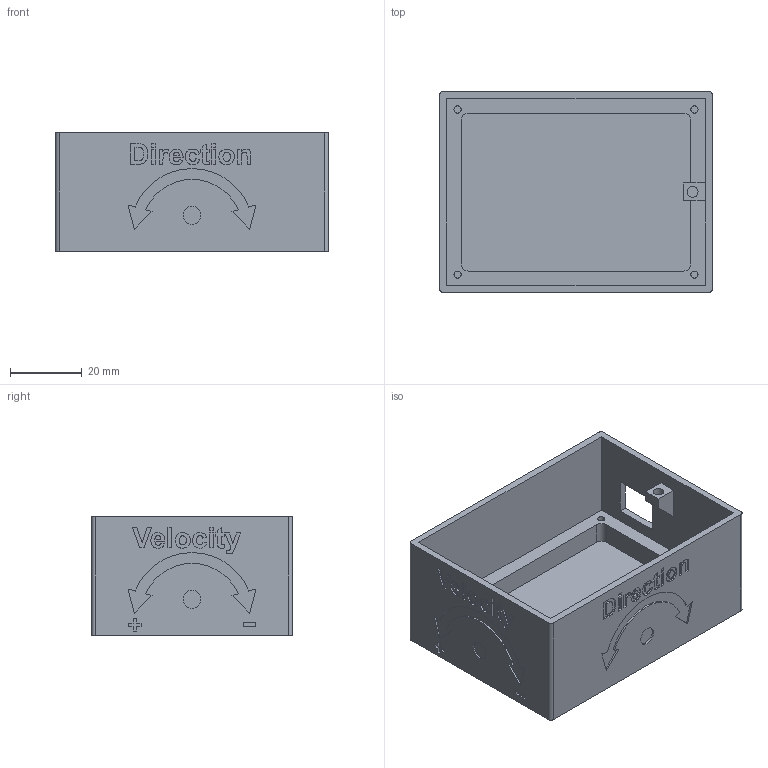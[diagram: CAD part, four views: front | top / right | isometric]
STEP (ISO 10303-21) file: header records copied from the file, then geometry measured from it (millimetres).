
FILE_DESCRIPTION(/* description */ (''),/* implementation_level */ '2;1');
FILE_NAME(/* name */ 'Box.step',/* time_stamp */ '2019-08-28T21:45:48+02:00',/* author */ (''),/* organization */ (''),/* preprocessor_version */ 'ST-DEVELOPER v18',/* originating_system */ 'Autodesk Translation Framework v8.6.0.1094',/* authorisation */ '');
FILE_SCHEMA (('AUTOMOTIVE_DESIGN { 1 0 10303 214 3 1 1 }'));
Products named in the file (1): Box
Bounding box: 76 x 56 x 33 mm (x, y, z)
Volume: 29207.8 mm3; surface area: 25688.4 mm2
Topology: 1 solids, 1 shells, 1406 faces, 3874 edges, 2584 vertices
Faces by surface type: bspline 867, plane 520, cylinder 19
Full cylindrical faces by diameter (mm): 2 x4, 3 x1, 5 x2
Entity records: 52526 total; most frequent: CARTESIAN_POINT 22604, ORIENTED_EDGE 7748, EDGE_CURVE 3874, DIRECTION 3262, VERTEX_POINT 2584, LINE 2098, VECTOR 2098, B_SPLINE_CURVE_WITH_KNOTS 1734
